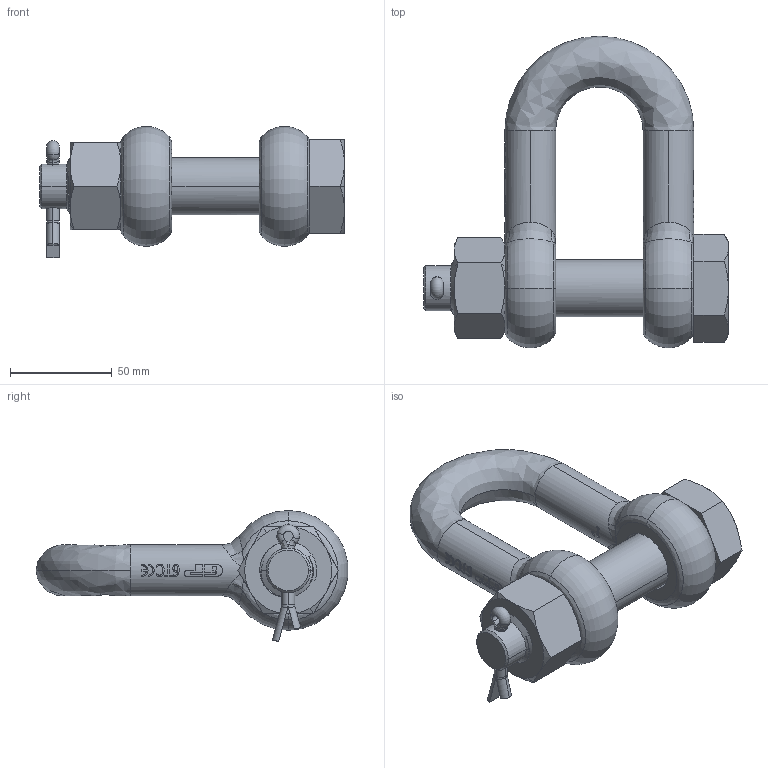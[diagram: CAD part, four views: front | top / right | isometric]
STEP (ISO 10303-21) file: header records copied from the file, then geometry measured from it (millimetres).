
FILE_DESCRIPTION (( 'STEP AP203' ), '1' );
FILE_NAME ('GPGDMB25.step', '2009-08-07T12:12:53', ( '.' ), ( '.' ), 'SwSTEP 2.0', 'SolidWorks 2009', '' );
FILE_SCHEMA (( 'CONFIG_CONTROL_DESIGN' ));
Length unit declared in the file: millimetre
Products named in the file (5): 8,5_3; 8,5_1; GPGDMB25; 8,5_2; 8,5_4
Assembly tree (4 placements, depth 2):
  GPGDMB25
    8,5_4
    8,5_1
    8,5_2
    8,5_3
Bounding box: 150 x 153.28 x 64.55 mm (x, y, z)
Volume: 321255.6 mm3; surface area: 64152.2 mm2
Topology: 4 solids, 4 shells, 617 faces, 1670 edges, 1089 vertices
Faces by surface type: bspline 249, plane 231, cylinder 98, cone 28, torus 11
Entity records: 33834 total; most frequent: CARTESIAN_POINT 19708, ORIENTED_EDGE 3324, DIRECTION 1987, EDGE_CURVE 1662, VERTEX_POINT 1089, VECTOR 777, LINE 777, EDGE_LOOP 661
